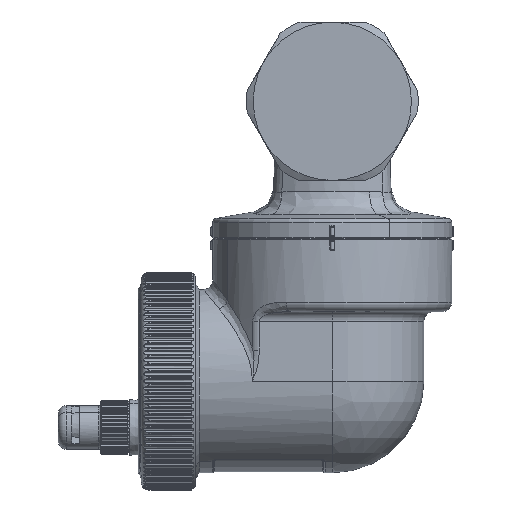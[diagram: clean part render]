
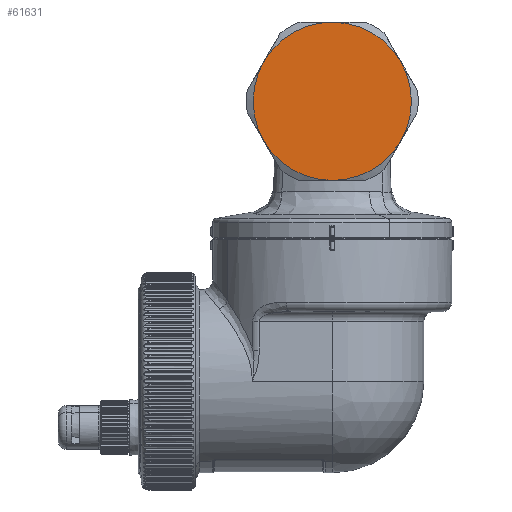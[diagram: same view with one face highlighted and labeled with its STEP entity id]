
A CAD part, front view. The second image highlights one B-rep face of the part: STEP entity #61631.
In plain terms, the highlighted planar face has unit normal (0, -1, 0).
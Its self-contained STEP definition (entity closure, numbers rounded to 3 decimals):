
#61025=CARTESIAN_POINT('Vertex',(17.754,-65.,-43.816)) ;
#61105=CARTESIAN_POINT('Vertex',(17.754,-65.,-23.316)) ;
#61175=CARTESIAN_POINT('Vertex',(0.,-65.,-13.066)) ;
#61238=CARTESIAN_POINT('Vertex',(-17.754,-65.,-23.316)) ;
#61306=CARTESIAN_POINT('Vertex',(-17.754,-65.,-43.816)) ;
#61369=CARTESIAN_POINT('Vertex',(0.,-65.,-54.066)) ;
#61463=CARTESIAN_POINT('Axis2P3D Location',(0.,-65.,-33.566)) ;
#61475=CARTESIAN_POINT('Axis2P3D Location',(0.,-65.,-33.566)) ;
#61479=CARTESIAN_POINT('Vertex',(17.507,-65.,-44.232)) ;
#61493=CARTESIAN_POINT('Axis2P3D Location',(0.,-65.,-33.566)) ;
#61506=CARTESIAN_POINT('Axis2P3D Location',(0.,-65.,-33.566)) ;
#61522=CARTESIAN_POINT('Vertex',(-17.507,-65.,-22.9)) ;
#61525=CARTESIAN_POINT('Axis2P3D Location',(0.,-65.,-33.566)) ;
#61538=CARTESIAN_POINT('Axis2P3D Location',(0.,-65.,-33.566)) ;
#61550=CARTESIAN_POINT('Axis2P3D Location',(0.,-65.,-33.566)) ;
#61561=CARTESIAN_POINT('Axis2P3D Location',(0.,-65.,-33.566)) ;
#61616=CARTESIAN_POINT('Axis2P3D Location',(-10.25,-65.,-15.812)) ;
#61464=DIRECTION('Axis2P3D Direction',(0.,1.,0.)) ;
#61476=DIRECTION('Axis2P3D Direction',(0.,1.,0.)) ;
#61494=DIRECTION('Axis2P3D Direction',(0.,1.,0.)) ;
#61507=DIRECTION('Axis2P3D Direction',(0.,1.,0.)) ;
#61526=DIRECTION('Axis2P3D Direction',(0.,1.,0.)) ;
#61539=DIRECTION('Axis2P3D Direction',(0.,1.,0.)) ;
#61551=DIRECTION('Axis2P3D Direction',(0.,1.,0.)) ;
#61562=DIRECTION('Axis2P3D Direction',(0.,1.,0.)) ;
#61617=DIRECTION('Axis2P3D Direction',(0.,-1.,0.)) ;
#61618=DIRECTION('Axis2P3D XDirection',(0.866,0.,0.5)) ;
#61465=AXIS2_PLACEMENT_3D('Circle Axis2P3D',#61463,#61464,$) ;
#61477=AXIS2_PLACEMENT_3D('Circle Axis2P3D',#61475,#61476,$) ;
#61495=AXIS2_PLACEMENT_3D('Circle Axis2P3D',#61493,#61494,$) ;
#61508=AXIS2_PLACEMENT_3D('Circle Axis2P3D',#61506,#61507,$) ;
#61527=AXIS2_PLACEMENT_3D('Circle Axis2P3D',#61525,#61526,$) ;
#61540=AXIS2_PLACEMENT_3D('Circle Axis2P3D',#61538,#61539,$) ;
#61552=AXIS2_PLACEMENT_3D('Circle Axis2P3D',#61550,#61551,$) ;
#61563=AXIS2_PLACEMENT_3D('Circle Axis2P3D',#61561,#61562,$) ;
#61619=AXIS2_PLACEMENT_3D('Plane Axis2P3D',#61616,#61617,#61618) ;
#61622=ORIENTED_EDGE('',*,*,#61497,.T.) ;
#61623=ORIENTED_EDGE('',*,*,#61481,.T.) ;
#61624=ORIENTED_EDGE('',*,*,#61467,.T.) ;
#61625=ORIENTED_EDGE('',*,*,#61510,.T.) ;
#61626=ORIENTED_EDGE('',*,*,#61529,.T.) ;
#61627=ORIENTED_EDGE('',*,*,#61554,.T.) ;
#61628=ORIENTED_EDGE('',*,*,#61542,.T.) ;
#61629=ORIENTED_EDGE('',*,*,#61565,.T.) ;
#61631=ADVANCED_FACE('PartBody',(#61630),#61620,.T.) ;
#61466=CIRCLE('generated circle',#61465,20.5) ;
#61478=CIRCLE('generated circle',#61477,20.5) ;
#61496=CIRCLE('generated circle',#61495,20.5) ;
#61509=CIRCLE('generated circle',#61508,20.5) ;
#61528=CIRCLE('generated circle',#61527,20.5) ;
#61541=CIRCLE('generated circle',#61540,20.5) ;
#61553=CIRCLE('generated circle',#61552,20.5) ;
#61564=CIRCLE('generated circle',#61563,20.5) ;
#61467=EDGE_CURVE('',#61026,#61106,#61466,.F.) ;
#61481=EDGE_CURVE('',#61480,#61026,#61478,.F.) ;
#61497=EDGE_CURVE('',#61370,#61480,#61496,.F.) ;
#61510=EDGE_CURVE('',#61106,#61176,#61509,.F.) ;
#61529=EDGE_CURVE('',#61176,#61523,#61528,.F.) ;
#61542=EDGE_CURVE('',#61239,#61307,#61541,.F.) ;
#61554=EDGE_CURVE('',#61523,#61239,#61553,.F.) ;
#61565=EDGE_CURVE('',#61307,#61370,#61564,.F.) ;
#61621=EDGE_LOOP('',(#61622,#61623,#61624,#61625,#61626,#61627,#61628,#61629)) ;
#61630=FACE_OUTER_BOUND('',#61621,.T.) ;
#61620=PLANE('',#61619) ;
#61026=VERTEX_POINT('',#61025) ;
#61106=VERTEX_POINT('',#61105) ;
#61176=VERTEX_POINT('',#61175) ;
#61239=VERTEX_POINT('',#61238) ;
#61307=VERTEX_POINT('',#61306) ;
#61370=VERTEX_POINT('',#61369) ;
#61480=VERTEX_POINT('',#61479) ;
#61523=VERTEX_POINT('',#61522) ;
